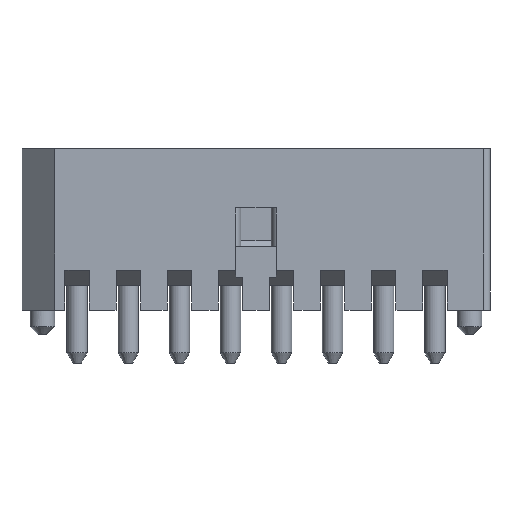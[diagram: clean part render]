
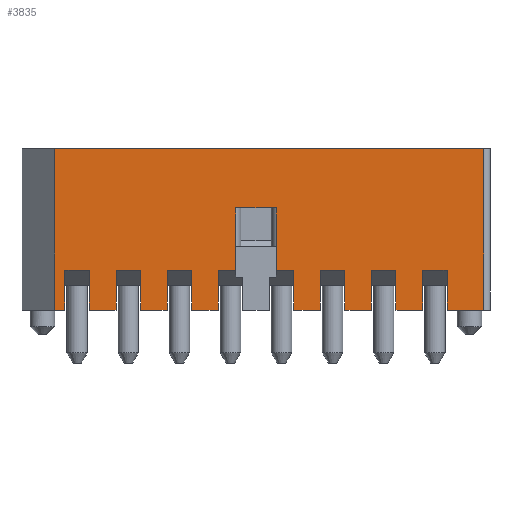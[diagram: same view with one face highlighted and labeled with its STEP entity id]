
A CAD part, front view. The second image highlights one B-rep face of the part: STEP entity #3835.
In plain terms, the highlighted planar face has unit normal (0, -1, 0).
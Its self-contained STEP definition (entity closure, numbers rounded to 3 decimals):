
#186=CARTESIAN_POINT('',(-1.,-1.4,-5.575));
#187=VERTEX_POINT('',#186);
#195=CARTESIAN_POINT('',(-4.95,-1.4,-5.575));
#196=VERTEX_POINT('',#195);
#197=CARTESIAN_POINT('',(-1.,-1.4,-5.575));
#198=DIRECTION('',(-1.,0.,0.));
#199=VECTOR('',#198,3.95);
#200=LINE('',#197,#199);
#201=EDGE_CURVE('',#187,#196,#200,.T.);
#402=CARTESIAN_POINT('',(-4.95,-1.4,-4.075));
#403=VERTEX_POINT('',#402);
#410=CARTESIAN_POINT('',(-4.95,-1.4,-3.425));
#411=VERTEX_POINT('',#410);
#412=CARTESIAN_POINT('',(-4.95,-1.4,-4.075));
#413=DIRECTION('',(0.,0.,1.));
#414=VECTOR('',#413,0.65);
#415=LINE('',#412,#414);
#416=EDGE_CURVE('',#403,#411,#415,.T.);
#590=CARTESIAN_POINT('',(-4.95,-1.4,-2.825));
#591=VERTEX_POINT('',#590);
#598=CARTESIAN_POINT('',(-4.95,-1.4,-2.175));
#599=VERTEX_POINT('',#598);
#600=CARTESIAN_POINT('',(-4.95,-1.4,-2.825));
#601=DIRECTION('',(0.,0.,1.));
#602=VECTOR('',#601,0.65);
#603=LINE('',#600,#602);
#604=EDGE_CURVE('',#591,#599,#603,.T.);
#1147=CARTESIAN_POINT('',(-3.975,-1.4,-1.575));
#1148=VERTEX_POINT('',#1147);
#1155=CARTESIAN_POINT('',(-4.95,-1.4,-1.575));
#1156=VERTEX_POINT('',#1155);
#1157=CARTESIAN_POINT('',(-3.975,-1.4,-1.575));
#1158=DIRECTION('',(-1.,0.,0.));
#1159=VECTOR('',#1158,0.975);
#1160=LINE('',#1157,#1159);
#1161=EDGE_CURVE('',#1148,#1156,#1160,.T.);
#1185=CARTESIAN_POINT('',(-3.975,-1.4,-2.175));
#1186=VERTEX_POINT('',#1185);
#1187=CARTESIAN_POINT('',(-3.975,-1.4,-2.175));
#1188=DIRECTION('',(0.,0.,1.));
#1189=VECTOR('',#1188,0.6);
#1190=LINE('',#1187,#1189);
#1191=EDGE_CURVE('',#1186,#1148,#1190,.T.);
#1224=CARTESIAN_POINT('',(-4.95,-1.4,-2.175));
#1225=DIRECTION('',(1.,0.,0.));
#1226=VECTOR('',#1225,0.975);
#1227=LINE('',#1224,#1226);
#1228=EDGE_CURVE('',#599,#1186,#1227,.T.);
#1240=CARTESIAN_POINT('',(-3.975,-1.4,-2.825));
#1241=VERTEX_POINT('',#1240);
#1248=CARTESIAN_POINT('',(-3.975,-1.4,-2.825));
#1249=DIRECTION('',(-1.,0.,0.));
#1250=VECTOR('',#1249,0.975);
#1251=LINE('',#1248,#1250);
#1252=EDGE_CURVE('',#1241,#591,#1251,.T.);
#1269=CARTESIAN_POINT('',(-3.975,-1.4,-3.425));
#1270=VERTEX_POINT('',#1269);
#1271=CARTESIAN_POINT('',(-3.975,-1.4,-3.425));
#1272=DIRECTION('',(0.,0.,1.));
#1273=VECTOR('',#1272,0.6);
#1274=LINE('',#1271,#1273);
#1275=EDGE_CURVE('',#1270,#1241,#1274,.T.);
#1308=CARTESIAN_POINT('',(-4.95,-1.4,-3.425));
#1309=DIRECTION('',(1.,0.,0.));
#1310=VECTOR('',#1309,0.975);
#1311=LINE('',#1308,#1310);
#1312=EDGE_CURVE('',#411,#1270,#1311,.T.);
#1324=CARTESIAN_POINT('',(-3.975,-1.4,-4.075));
#1325=VERTEX_POINT('',#1324);
#1332=CARTESIAN_POINT('',(-3.975,-1.4,-4.075));
#1333=DIRECTION('',(-1.,0.,0.));
#1334=VECTOR('',#1333,0.975);
#1335=LINE('',#1332,#1334);
#1336=EDGE_CURVE('',#1325,#403,#1335,.T.);
#1353=CARTESIAN_POINT('',(-3.975,-1.4,-4.675));
#1354=VERTEX_POINT('',#1353);
#1355=CARTESIAN_POINT('',(-3.975,-1.4,-4.675));
#1356=DIRECTION('',(0.,0.,1.));
#1357=VECTOR('',#1356,0.6);
#1358=LINE('',#1355,#1357);
#1359=EDGE_CURVE('',#1354,#1325,#1358,.T.);
#1393=CARTESIAN_POINT('',(-4.95,-1.4,-4.675));
#1394=VERTEX_POINT('',#1393);
#1401=CARTESIAN_POINT('',(-4.95,-1.4,-4.675));
#1402=DIRECTION('',(1.,0.,0.));
#1403=VECTOR('',#1402,0.975);
#1404=LINE('',#1401,#1403);
#1405=EDGE_CURVE('',#1394,#1354,#1404,.T.);
#1439=CARTESIAN_POINT('',(-4.95,-1.4,-5.575));
#1440=DIRECTION('',(0.,0.,1.));
#1441=VECTOR('',#1440,0.9);
#1442=LINE('',#1439,#1441);
#1443=EDGE_CURVE('',#196,#1394,#1442,.T.);
#2608=CARTESIAN_POINT('',(-4.95,-1.4,-0.925));
#2609=VERTEX_POINT('',#2608);
#2610=CARTESIAN_POINT('',(-4.95,-1.4,-1.575));
#2611=DIRECTION('',(0.,0.,1.));
#2612=VECTOR('',#2611,0.65);
#2613=LINE('',#2610,#2612);
#2614=EDGE_CURVE('',#1156,#2609,#2613,.T.);
#2701=CARTESIAN_POINT('',(-3.975,-1.4,-0.925));
#2702=VERTEX_POINT('',#2701);
#2718=CARTESIAN_POINT('',(-4.95,-1.4,-0.925));
#2719=DIRECTION('',(1.,0.,0.));
#2720=VECTOR('',#2719,0.975);
#2721=LINE('',#2718,#2720);
#2722=EDGE_CURVE('',#2609,#2702,#2721,.T.);
#2829=CARTESIAN_POINT('',(-3.975,-1.4,-0.5));
#2830=VERTEX_POINT('',#2829);
#2831=CARTESIAN_POINT('',(-3.975,-1.4,-0.925));
#2832=DIRECTION('',(0.,0.,1.));
#2833=VECTOR('',#2832,0.425);
#2834=LINE('',#2831,#2833);
#2835=EDGE_CURVE('',#2702,#2830,#2834,.T.);
#3063=CARTESIAN_POINT('',(-2.45,-1.4,-0.5));
#3064=VERTEX_POINT('',#3063);
#3065=CARTESIAN_POINT('',(-3.975,-1.4,-0.5));
#3066=DIRECTION('',(1.,0.,0.));
#3067=VECTOR('',#3066,1.525);
#3068=LINE('',#3065,#3067);
#3069=EDGE_CURVE('',#2830,#3064,#3068,.T.);
#3167=CARTESIAN_POINT('',(-1.,-1.4,4.925));
#3168=VERTEX_POINT('',#3167);
#3175=CARTESIAN_POINT('',(-1.,-1.4,4.925));
#3176=DIRECTION('',(0.,0.,-1.));
#3177=VECTOR('',#3176,10.5);
#3178=LINE('',#3175,#3177);
#3179=EDGE_CURVE('',#3168,#187,#3178,.T.);
#3656=CARTESIAN_POINT('',(-4.95,-1.4,4.925));
#3657=VERTEX_POINT('',#3656);
#3664=CARTESIAN_POINT('',(-4.95,-1.4,4.925));
#3665=DIRECTION('',(1.,0.,0.));
#3666=VECTOR('',#3665,3.95);
#3667=LINE('',#3664,#3666);
#3668=EDGE_CURVE('',#3657,#3168,#3667,.T.);
#3675=CARTESIAN_POINT('',(-2.975,-1.4,-0.325));
#3676=DIRECTION('',(0.,0.,-1.));
#3677=DIRECTION('',(0.,-1.,0.));
#3678=AXIS2_PLACEMENT_3D('',#3675,#3677,#3676);
#3679=PLANE('',#3678);
#3680=ORIENTED_EDGE('',*,*,#3668,.F.);
#3681=CARTESIAN_POINT('',(-4.95,-1.4,4.675));
#3682=VERTEX_POINT('',#3681);
#3683=CARTESIAN_POINT('',(-4.95,-1.4,4.925));
#3684=DIRECTION('',(0.,0.,-1.));
#3685=VECTOR('',#3684,0.25);
#3686=LINE('',#3683,#3685);
#3687=EDGE_CURVE('',#3657,#3682,#3686,.T.);
#3688=ORIENTED_EDGE('E329',*,*,#3687,.T.);
#3689=CARTESIAN_POINT('',(-3.975,-1.4,4.675));
#3690=VERTEX_POINT('',#3689);
#3691=CARTESIAN_POINT('',(-4.95,-1.4,4.675));
#3692=DIRECTION('',(1.,0.,0.));
#3693=VECTOR('',#3692,0.975);
#3694=LINE('',#3691,#3693);
#3695=EDGE_CURVE('',#3682,#3690,#3694,.T.);
#3696=ORIENTED_EDGE('E330',*,*,#3695,.T.);
#3697=CARTESIAN_POINT('',(-3.975,-1.4,4.075));
#3698=VERTEX_POINT('',#3697);
#3699=CARTESIAN_POINT('',(-3.975,-1.4,4.675));
#3700=DIRECTION('',(0.,0.,-1.));
#3701=VECTOR('',#3700,0.6);
#3702=LINE('',#3699,#3701);
#3703=EDGE_CURVE('',#3690,#3698,#3702,.T.);
#3704=ORIENTED_EDGE('E331',*,*,#3703,.T.);
#3705=CARTESIAN_POINT('',(-4.95,-1.4,4.075));
#3706=VERTEX_POINT('',#3705);
#3707=CARTESIAN_POINT('',(-3.975,-1.4,4.075));
#3708=DIRECTION('',(-1.,0.,0.));
#3709=VECTOR('',#3708,0.975);
#3710=LINE('',#3707,#3709);
#3711=EDGE_CURVE('',#3698,#3706,#3710,.T.);
#3712=ORIENTED_EDGE('E332',*,*,#3711,.T.);
#3713=CARTESIAN_POINT('',(-4.95,-1.4,3.425));
#3714=VERTEX_POINT('',#3713);
#3715=CARTESIAN_POINT('',(-4.95,-1.4,4.075));
#3716=DIRECTION('',(0.,0.,-1.));
#3717=VECTOR('',#3716,0.65);
#3718=LINE('',#3715,#3717);
#3719=EDGE_CURVE('',#3706,#3714,#3718,.T.);
#3720=ORIENTED_EDGE('E333',*,*,#3719,.T.);
#3721=CARTESIAN_POINT('',(-3.975,-1.4,3.425));
#3722=VERTEX_POINT('',#3721);
#3723=CARTESIAN_POINT('',(-4.95,-1.4,3.425));
#3724=DIRECTION('',(1.,0.,0.));
#3725=VECTOR('',#3724,0.975);
#3726=LINE('',#3723,#3725);
#3727=EDGE_CURVE('',#3714,#3722,#3726,.T.);
#3728=ORIENTED_EDGE('E334',*,*,#3727,.T.);
#3729=CARTESIAN_POINT('',(-3.975,-1.4,2.825));
#3730=VERTEX_POINT('',#3729);
#3731=CARTESIAN_POINT('',(-3.975,-1.4,3.425));
#3732=DIRECTION('',(0.,0.,-1.));
#3733=VECTOR('',#3732,0.6);
#3734=LINE('',#3731,#3733);
#3735=EDGE_CURVE('',#3722,#3730,#3734,.T.);
#3736=ORIENTED_EDGE('E335',*,*,#3735,.T.);
#3737=CARTESIAN_POINT('',(-4.95,-1.4,2.825));
#3738=VERTEX_POINT('',#3737);
#3739=CARTESIAN_POINT('',(-3.975,-1.4,2.825));
#3740=DIRECTION('',(-1.,0.,0.));
#3741=VECTOR('',#3740,0.975);
#3742=LINE('',#3739,#3741);
#3743=EDGE_CURVE('',#3730,#3738,#3742,.T.);
#3744=ORIENTED_EDGE('E336',*,*,#3743,.T.);
#3745=CARTESIAN_POINT('',(-4.95,-1.4,2.175));
#3746=VERTEX_POINT('',#3745);
#3747=CARTESIAN_POINT('',(-4.95,-1.4,2.825));
#3748=DIRECTION('',(0.,0.,-1.));
#3749=VECTOR('',#3748,0.65);
#3750=LINE('',#3747,#3749);
#3751=EDGE_CURVE('',#3738,#3746,#3750,.T.);
#3752=ORIENTED_EDGE('E337',*,*,#3751,.T.);
#3753=CARTESIAN_POINT('',(-3.975,-1.4,2.175));
#3754=VERTEX_POINT('',#3753);
#3755=CARTESIAN_POINT('',(-4.95,-1.4,2.175));
#3756=DIRECTION('',(1.,0.,0.));
#3757=VECTOR('',#3756,0.975);
#3758=LINE('',#3755,#3757);
#3759=EDGE_CURVE('',#3746,#3754,#3758,.T.);
#3760=ORIENTED_EDGE('E338',*,*,#3759,.T.);
#3761=CARTESIAN_POINT('',(-3.975,-1.4,1.575));
#3762=VERTEX_POINT('',#3761);
#3763=CARTESIAN_POINT('',(-3.975,-1.4,2.175));
#3764=DIRECTION('',(0.,0.,-1.));
#3765=VECTOR('',#3764,0.6);
#3766=LINE('',#3763,#3765);
#3767=EDGE_CURVE('',#3754,#3762,#3766,.T.);
#3768=ORIENTED_EDGE('E339',*,*,#3767,.T.);
#3769=CARTESIAN_POINT('',(-4.95,-1.4,1.575));
#3770=VERTEX_POINT('',#3769);
#3771=CARTESIAN_POINT('',(-3.975,-1.4,1.575));
#3772=DIRECTION('',(-1.,0.,0.));
#3773=VECTOR('',#3772,0.975);
#3774=LINE('',#3771,#3773);
#3775=EDGE_CURVE('',#3762,#3770,#3774,.T.);
#3776=ORIENTED_EDGE('E340',*,*,#3775,.T.);
#3777=CARTESIAN_POINT('',(-4.95,-1.4,0.925));
#3778=VERTEX_POINT('',#3777);
#3779=CARTESIAN_POINT('',(-4.95,-1.4,1.575));
#3780=DIRECTION('',(0.,0.,-1.));
#3781=VECTOR('',#3780,0.65);
#3782=LINE('',#3779,#3781);
#3783=EDGE_CURVE('',#3770,#3778,#3782,.T.);
#3784=ORIENTED_EDGE('E341',*,*,#3783,.T.);
#3785=CARTESIAN_POINT('',(-3.975,-1.4,0.925));
#3786=VERTEX_POINT('',#3785);
#3787=CARTESIAN_POINT('',(-4.95,-1.4,0.925));
#3788=DIRECTION('',(1.,0.,0.));
#3789=VECTOR('',#3788,0.975);
#3790=LINE('',#3787,#3789);
#3791=EDGE_CURVE('',#3778,#3786,#3790,.T.);
#3792=ORIENTED_EDGE('E342',*,*,#3791,.T.);
#3793=CARTESIAN_POINT('',(-3.975,-1.4,0.5));
#3794=VERTEX_POINT('',#3793);
#3795=CARTESIAN_POINT('',(-3.975,-1.4,0.925));
#3796=DIRECTION('',(0.,0.,-1.));
#3797=VECTOR('',#3796,0.425);
#3798=LINE('',#3795,#3797);
#3799=EDGE_CURVE('',#3786,#3794,#3798,.T.);
#3800=ORIENTED_EDGE('E343',*,*,#3799,.T.);
#3801=CARTESIAN_POINT('',(-2.45,-1.4,0.5));
#3802=VERTEX_POINT('',#3801);
#3803=CARTESIAN_POINT('',(-3.975,-1.4,0.5));
#3804=DIRECTION('',(1.,0.,0.));
#3805=VECTOR('',#3804,1.525);
#3806=LINE('',#3803,#3805);
#3807=EDGE_CURVE('',#3794,#3802,#3806,.T.);
#3808=ORIENTED_EDGE('E344',*,*,#3807,.T.);
#3809=CARTESIAN_POINT('',(-2.45,-1.4,0.5));
#3810=DIRECTION('',(0.,0.,-1.));
#3811=VECTOR('',#3810,1.);
#3812=LINE('',#3809,#3811);
#3813=EDGE_CURVE('',#3802,#3064,#3812,.T.);
#3814=ORIENTED_EDGE('E345',*,*,#3813,.T.);
#3815=ORIENTED_EDGE('E345',*,*,#3069,.F.);
#3816=ORIENTED_EDGE('E345',*,*,#2835,.F.);
#3817=ORIENTED_EDGE('E345',*,*,#2722,.F.);
#3818=ORIENTED_EDGE('E345',*,*,#2614,.F.);
#3819=ORIENTED_EDGE('E345',*,*,#1161,.F.);
#3820=ORIENTED_EDGE('E345',*,*,#1191,.F.);
#3821=ORIENTED_EDGE('E345',*,*,#1228,.F.);
#3822=ORIENTED_EDGE('E345',*,*,#604,.F.);
#3823=ORIENTED_EDGE('E345',*,*,#1252,.F.);
#3824=ORIENTED_EDGE('E345',*,*,#1275,.F.);
#3825=ORIENTED_EDGE('E345',*,*,#1312,.F.);
#3826=ORIENTED_EDGE('E345',*,*,#416,.F.);
#3827=ORIENTED_EDGE('E345',*,*,#1336,.F.);
#3828=ORIENTED_EDGE('E345',*,*,#1359,.F.);
#3829=ORIENTED_EDGE('E345',*,*,#1405,.F.);
#3830=ORIENTED_EDGE('E345',*,*,#1443,.F.);
#3831=ORIENTED_EDGE('E345',*,*,#201,.F.);
#3832=ORIENTED_EDGE('E345',*,*,#3179,.F.);
#3833=EDGE_LOOP('',(#3680,#3688,#3696,#3704,#3712,#3720,#3728,#3736,#3744,#3752,#3760,#3768,#3776,#3784,#3792,#3800,#3808,#3814,#3815,#3816,#3817,#3818,#3819,#3820,#3821,#3822,#3823,#3824,#3825,#3826,#3827,#3828,#3829,#3830,#3831,#3832));
#3834=FACE_OUTER_BOUND('',#3833,.T.);
#3835=ADVANCED_FACE('F110',(#3834),#3679,.T.);
